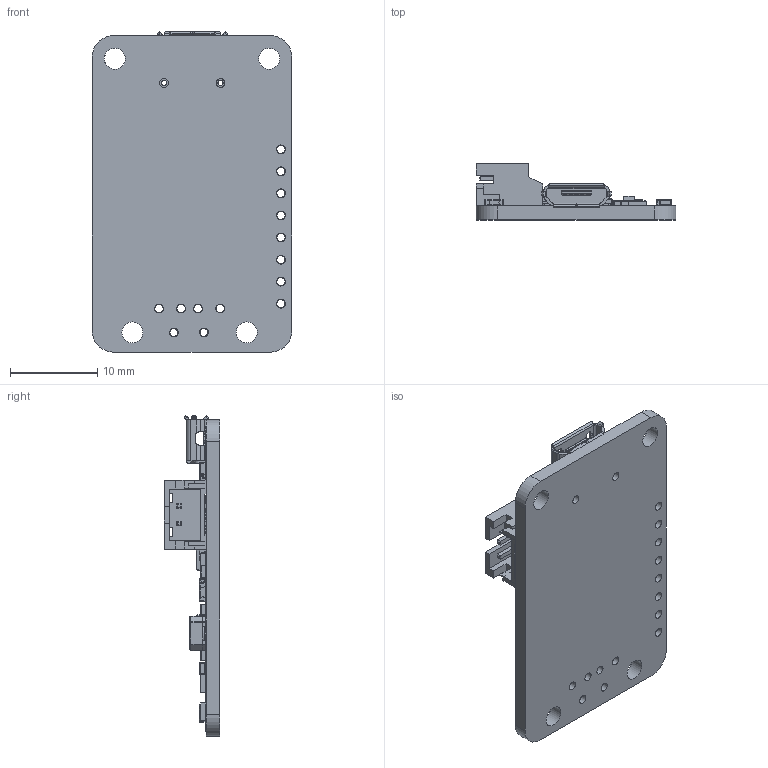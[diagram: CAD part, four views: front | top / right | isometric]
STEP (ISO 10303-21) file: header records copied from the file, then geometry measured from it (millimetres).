
FILE_DESCRIPTION(/* description */ (''),/* implementation_level */ '2;1');
FILE_NAME(/* name */ 'SuperBoost1000C.stp',/* time_stamp */ '2018-02-01T18:08:19+01:00',/* author */ ('RafaX'),/* organization */ (''),/* preprocessor_version */ 'ST-DEVELOPER v16.13',/* originating_system */ 'Autodesk Inventor 2018',/* authorisation */ '');
FILE_SCHEMA (('AUTOMOTIVE_DESIGN { 1 0 10303 214 3 1 1 }'));
Products named in the file (14): SuperBoost1000C; PlacaSuperboost1000C; MicroUSB_best; sot23; Component1; pin; Molex2pinSMD; CAPC-0805-T0.75-BN; RESC-0805; RESC-1210; LPS4018; MO-229W3030D-1_4000; MO-220WGGE; LED_SMD
Assembly tree (39 placements, depth 3):
  SuperBoost1000C
    PlacaSuperboost1000C
    MicroUSB_best
    sot23
      Component1
      pin  x3
    Molex2pinSMD
    CAPC-0805-T0.75-BN  x5
    RESC-0805  x18
    RESC-1210
    LPS4018
    MO-229W3030D-1_4000
    MO-220WGGE
    LED_SMD  x4
Bounding box: 22.86 x 6.39 x 36.63 mm (x, y, z)
Volume: 1513.8 mm3; surface area: 3485 mm2
Topology: 194 solids, 194 shells, 3250 faces, 8544 edges, 5577 vertices
Faces by surface type: plane 2174, cylinder 661, bspline 303, sphere 112
Full cylindrical faces by diameter (mm): 0.595 x1, 0.599 x1, 0.888 x2, 0.933 x8, 0.952 x4, 1 x16, 1.805 x8, 2.231 x2, 2.4 x6, 2.405 x1, 2.418 x1, 2.9 x1, 3.312 x1, 3.359 x1, 3.599 x1, 3.623 x1
Entity records: 68565 total; most frequent: CARTESIAN_POINT 16443, ORIENTED_EDGE 10806, DIRECTION 9332, EDGE_CURVE 5403, LINE 4000, VECTOR 4000, VERTEX_POINT 3621, AXIS2_PLACEMENT_3D 2666
